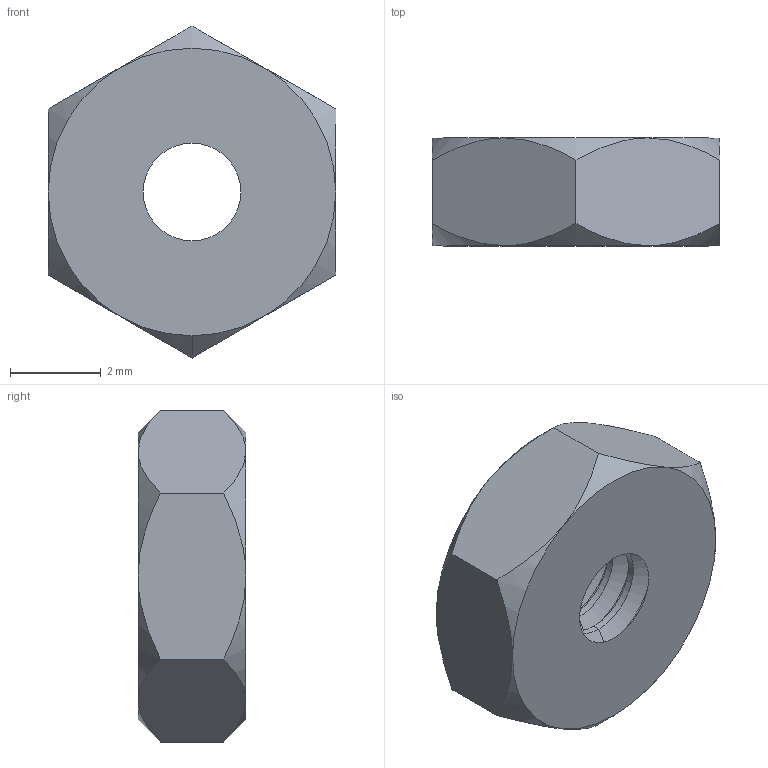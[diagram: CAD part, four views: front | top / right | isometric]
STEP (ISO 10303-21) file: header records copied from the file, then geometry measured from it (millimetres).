
FILE_DESCRIPTION (( 'STEP AP203' ), '1' );
FILE_NAME ('GPMQ3920 nut.STEP', '2014-09-19T14:18:39', ( 'Kyle' ), ( 'Microsoft' ), 'SwSTEP 2.0', 'SolidWorks 2014', '' );
FILE_SCHEMA (( 'CONFIG_CONTROL_DESIGN' ));
Length unit declared in the file: inch
Products named in the file (1): GPMQ3920 nut
Bounding box: 6.35 x 2.38 x 7.33 mm (x, y, z)
Volume: 70.4 mm3; surface area: 138.4 mm2
Topology: 1 solids, 1 shells, 54 faces, 112 edges, 60 vertices
Faces by surface type: cone 32, cylinder 14, plane 8
Entity records: 1571 total; most frequent: CARTESIAN_POINT 371, DIRECTION 246, ORIENTED_EDGE 224, EDGE_CURVE 112, AXIS2_PLACEMENT_3D 103, VERTEX_POINT 60, EDGE_LOOP 56, ADVANCED_FACE 54
